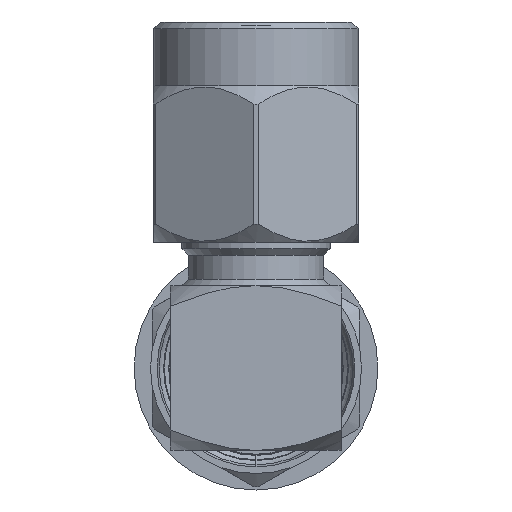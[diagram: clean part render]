
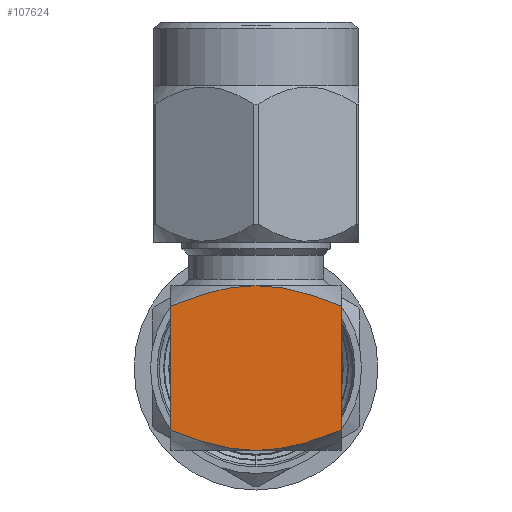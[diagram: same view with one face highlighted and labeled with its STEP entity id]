
A CAD part, left-side view. The second image highlights one B-rep face of the part: STEP entity #107624.
In plain terms, the highlighted planar face has unit normal (-1, 0, 0).
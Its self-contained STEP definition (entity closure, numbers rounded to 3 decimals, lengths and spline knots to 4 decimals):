
#5805 = CARTESIAN_POINT ( 'NONE',  ( -3.302, -2.6006, -2.7748 ) ) ;
#8053 = CARTESIAN_POINT ( 'NONE',  ( -3.302, 2.3853, 3.302 ) ) ;
#11875 = CARTESIAN_POINT ( 'NONE',  ( -3.302, 3.175, -0.2837 ) ) ;
#12539 = CARTESIAN_POINT ( 'NONE',  ( -3.302, -2.6009, 2.774 ) ) ;
#17829 = CARTESIAN_POINT ( 'NONE',  ( -3.302, -3.175, 3.302 ) ) ;
#18215 = ORIENTED_EDGE ( 'NONE', *, *, #123046, .F. ) ;
#18633 = FACE_OUTER_BOUND ( 'NONE', #122168, .T. ) ;
#21744 = B_SPLINE_CURVE_WITH_KNOTS ( 'NONE', 3,
 ( #60964, #35956, #111670, #139023, #138218, #162397, #11875, #24313 ),
 .UNSPECIFIED., .F., .F.,
 ( 4, 2, 2, 4 ),
 ( 0.0037, 0.0054, 0.0063, 0.0071 ),
 .UNSPECIFIED. ) ;
#22551 = ORIENTED_EDGE ( 'NONE', *, *, #163113, .F. ) ;
#22751 = VERTEX_POINT ( 'NONE', #47410 ) ;
#24313 = CARTESIAN_POINT ( 'NONE',  ( -3.302, 3.175, 0. ) ) ;
#27170 = B_SPLINE_CURVE_WITH_KNOTS ( 'NONE', 3,
 ( #81440, #131323, #106408, #66526, #144619, #42394, #5805, #32368 ),
 .UNSPECIFIED., .F., .F.,
 ( 4, 2, 2, 4 ),
 ( 0.012, 0.0128, 0.0137, 0.0154 ),
 .UNSPECIFIED. ) ;
#31935 = DIRECTION ( 'NONE',  ( 1., 0., 0. ) ) ;
#32368 = CARTESIAN_POINT ( 'NONE',  ( -3.302, -2.3853, -3.302 ) ) ;
#35740 = CARTESIAN_POINT ( 'NONE',  ( -3.302, -2.3853, 3.302 ) ) ;
#35956 = CARTESIAN_POINT ( 'NONE',  ( -3.302, 2.6006, -2.7748 ) ) ;
#36060 = ORIENTED_EDGE ( 'NONE', *, *, #108015, .F. ) ;
#37671 = CARTESIAN_POINT ( 'NONE',  ( -3.302, 3.0862, 1.1314 ) ) ;
#38261 = CARTESIAN_POINT ( 'NONE',  ( -3.302, -3.175, 0.5727 ) ) ;
#42394 = CARTESIAN_POINT ( 'NONE',  ( -3.302, -2.7964, -2.236 ) ) ;
#43384 = LINE ( 'NONE', #55064, #145496 ) ;
#47410 = CARTESIAN_POINT ( 'NONE',  ( -3.302, 2.3853, -3.302 ) ) ;
#51753 = ORIENTED_EDGE ( 'NONE', *, *, #129231, .T. ) ;
#55064 = CARTESIAN_POINT ( 'NONE',  ( -3.302, -3.175, 3.302 ) ) ;
#56277 = LINE ( 'NONE', #92014, #160430 ) ;
#57934 = CARTESIAN_POINT ( 'NONE',  ( -3.302, 2.6009, 2.774 ) ) ;
#60964 = CARTESIAN_POINT ( 'NONE',  ( -3.302, 2.3853, -3.302 ) ) ;
#66526 = CARTESIAN_POINT ( 'NONE',  ( -3.302, -3.0716, -1.1352 ) ) ;
#68882 = EDGE_CURVE ( 'NONE', #81639, #105729, #69565, .T. ) ;
#69565 = B_SPLINE_CURVE_WITH_KNOTS ( 'NONE', 3,
 ( #89208, #137446, #37671, #114196, #57934, #8053 ),
 .UNSPECIFIED., .F., .F.,
 ( 4, 2, 4 ),
 ( 0.0071, 0.0089, 0.0106 ),
 .UNSPECIFIED. ) ;
#69953 = VERTEX_POINT ( 'NONE', #95131 ) ;
#77118 = CARTESIAN_POINT ( 'NONE',  ( -3.302, -3.175, 0. ) ) ;
#81440 = CARTESIAN_POINT ( 'NONE',  ( -3.302, -3.175, 0. ) ) ;
#81639 = VERTEX_POINT ( 'NONE', #135010 ) ;
#85696 = CARTESIAN_POINT ( 'NONE',  ( -3.302, -3.0862, 1.1314 ) ) ;
#89208 = CARTESIAN_POINT ( 'NONE',  ( -3.302, 3.175, 0. ) ) ;
#92014 = CARTESIAN_POINT ( 'NONE',  ( -3.302, -3.175, -3.302 ) ) ;
#93461 = DIRECTION ( 'NONE',  ( 0., 0., -1. ) ) ;
#95131 = CARTESIAN_POINT ( 'NONE',  ( -3.302, -2.3853, -3.302 ) ) ;
#95505 = AXIS2_PLACEMENT_3D ( 'NONE', #17829, #31935, #93461 ) ;
#98190 = CARTESIAN_POINT ( 'NONE',  ( -3.302, -3.175, 0. ) ) ;
#101469 = CARTESIAN_POINT ( 'NONE',  ( -3.302, -2.7979, 2.2315 ) ) ;
#105729 = VERTEX_POINT ( 'NONE', #147086 ) ;
#106408 = CARTESIAN_POINT ( 'NONE',  ( -3.302, -3.153, -0.572 ) ) ;
#107624 = ADVANCED_FACE ( 'NONE', ( #18633 ), #156734, .F. ) ;
#108015 = EDGE_CURVE ( 'NONE', #125909, #69953, #27170, .T. ) ;
#108216 = DIRECTION ( 'NONE',  ( 0., -1., 0. ) ) ;
#110436 = EDGE_CURVE ( 'NONE', #155767, #125909, #124069, .T. ) ;
#111670 = CARTESIAN_POINT ( 'NONE',  ( -3.302, 2.7964, -2.236 ) ) ;
#113949 = CARTESIAN_POINT ( 'NONE',  ( -3.302, -2.3853, 3.302 ) ) ;
#114196 = CARTESIAN_POINT ( 'NONE',  ( -3.302, 2.7979, 2.2315 ) ) ;
#118263 = ORIENTED_EDGE ( 'NONE', *, *, #110436, .F. ) ;
#119473 = DIRECTION ( 'NONE',  ( 0., -1., 0. ) ) ;
#122168 = EDGE_LOOP ( 'NONE', ( #118263, #22551, #144931, #18215, #51753, #36060 ) ) ;
#123046 = EDGE_CURVE ( 'NONE', #22751, #81639, #21744, .T. ) ;
#124069 = B_SPLINE_CURVE_WITH_KNOTS ( 'NONE', 3,
 ( #113949, #12539, #101469, #85696, #38261, #98190 ),
 .UNSPECIFIED., .F., .F.,
 ( 4, 2, 4 ),
 ( 0.0086, 0.0103, 0.012 ),
 .UNSPECIFIED. ) ;
#125909 = VERTEX_POINT ( 'NONE', #77118 ) ;
#129231 = EDGE_CURVE ( 'NONE', #22751, #69953, #56277, .T. ) ;
#131323 = CARTESIAN_POINT ( 'NONE',  ( -3.302, -3.175, -0.2837 ) ) ;
#135010 = CARTESIAN_POINT ( 'NONE',  ( -3.302, 3.175, 0. ) ) ;
#137446 = CARTESIAN_POINT ( 'NONE',  ( -3.302, 3.175, 0.5727 ) ) ;
#138218 = CARTESIAN_POINT ( 'NONE',  ( -3.302, 3.0716, -1.1352 ) ) ;
#139023 = CARTESIAN_POINT ( 'NONE',  ( -3.302, 3.0127, -1.4126 ) ) ;
#144619 = CARTESIAN_POINT ( 'NONE',  ( -3.302, -3.0127, -1.4126 ) ) ;
#144931 = ORIENTED_EDGE ( 'NONE', *, *, #68882, .F. ) ;
#145496 = VECTOR ( 'NONE', #108216, 1000. ) ;
#147086 = CARTESIAN_POINT ( 'NONE',  ( -3.302, 2.3853, 3.302 ) ) ;
#155767 = VERTEX_POINT ( 'NONE', #35740 ) ;
#156734 = PLANE ( 'NONE',  #95505 ) ;
#160430 = VECTOR ( 'NONE', #119473, 1000. ) ;
#162397 = CARTESIAN_POINT ( 'NONE',  ( -3.302, 3.153, -0.572 ) ) ;
#163113 = EDGE_CURVE ( 'NONE', #105729, #155767, #43384, .T. ) ;
